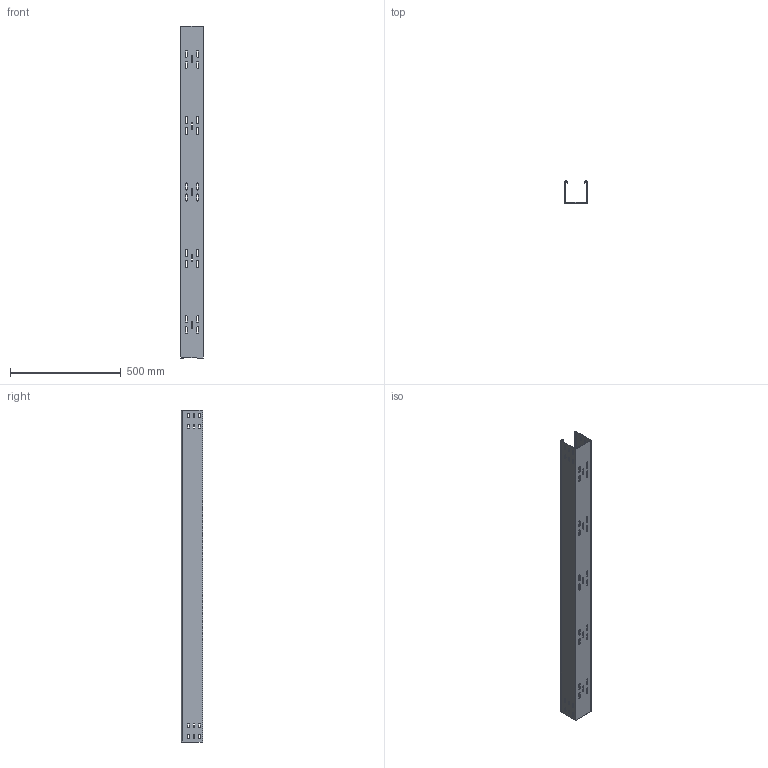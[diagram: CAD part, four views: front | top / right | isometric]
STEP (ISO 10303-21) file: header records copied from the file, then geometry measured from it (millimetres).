
FILE_DESCRIPTION (( 'STEP AP214' ), '1' );
FILE_NAME ('6061970.STEP', '2019-11-27T07:53:15', ( '' ), ( '' ), 'SwSTEP 2.0', 'SolidWorks 2018', '' );
FILE_SCHEMA (( 'AUTOMOTIVE_DESIGN' ));
Length unit declared in the file: millimetre
Products named in the file (1): 6061970
Bounding box: 100 x 98 x 1500 mm (x, y, z)
Volume: 935358.3 mm3; surface area: 948531.1 mm2
Topology: 1 solids, 1 shells, 255 faces, 743 edges, 490 vertices
Faces by surface type: plane 128, cylinder 127
Entity records: 8845 total; most frequent: DIRECTION 1509, CARTESIAN_POINT 1489, ORIENTED_EDGE 1486, EDGE_CURVE 743, AXIS2_PLACEMENT_3D 510, VERTEX_POINT 490, VECTOR 489, LINE 489
